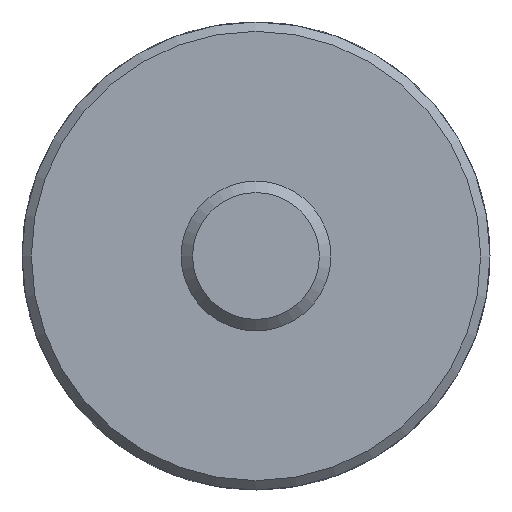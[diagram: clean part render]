
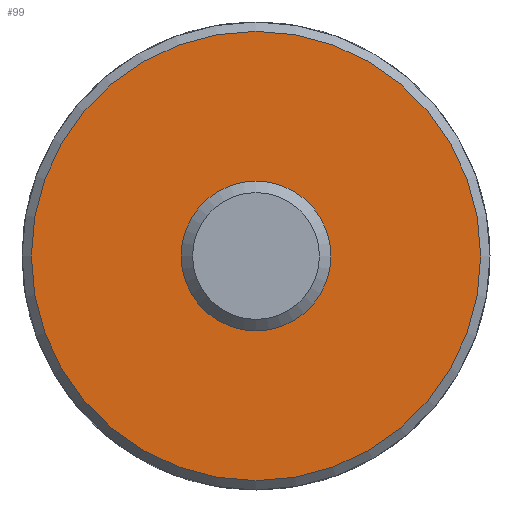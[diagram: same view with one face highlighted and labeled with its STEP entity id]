
A CAD part, front view. The second image highlights one B-rep face of the part: STEP entity #99.
In plain terms, the highlighted planar face has unit normal (0, -1, 0).
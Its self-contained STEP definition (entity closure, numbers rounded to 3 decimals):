
#99 = ADVANCED_FACE( '', ( #215, #216 ), #217, .F. );
#215 = FACE_OUTER_BOUND( '', #333, .T. );
#216 = FACE_BOUND( '', #334, .T. );
#217 = PLANE( '', #335 );
#333 = EDGE_LOOP( '', ( #530 ) );
#334 = EDGE_LOOP( '', ( #531 ) );
#335 = AXIS2_PLACEMENT_3D( '', #532, #533, #534 );
#530 = ORIENTED_EDGE( '', *, *, #651, .F. );
#531 = ORIENTED_EDGE( '', *, *, #655, .T. );
#532 = CARTESIAN_POINT( '', ( -6.5, 0., 0. ) );
#533 = DIRECTION( '', ( 0., 1., 0. ) );
#534 = DIRECTION( '', ( -1., 0., 0. ) );
#651 = EDGE_CURVE( '', #763, #763, #764, .T. );
#655 = EDGE_CURVE( '', #769, #769, #770, .T. );
#763 = VERTEX_POINT( '', #902 );
#764 = CIRCLE( '', #903, 24. );
#769 = VERTEX_POINT( '', #908 );
#770 = CIRCLE( '', #909, 6.5 );
#902 = CARTESIAN_POINT( '', ( -24., 0., 0. ) );
#903 = AXIS2_PLACEMENT_3D( '', #1005, #1006, #1007 );
#908 = CARTESIAN_POINT( '', ( -6.5, 0., 0. ) );
#909 = AXIS2_PLACEMENT_3D( '', #1011, #1012, #1013 );
#1005 = CARTESIAN_POINT( '', ( 0., 0., 0. ) );
#1006 = DIRECTION( '', ( 0., 1., 0. ) );
#1007 = DIRECTION( '', ( -1., 0., 0. ) );
#1011 = CARTESIAN_POINT( '', ( 0., 0., 0. ) );
#1012 = DIRECTION( '', ( 0., 1., 0. ) );
#1013 = DIRECTION( '', ( -1., 0., 0. ) );
